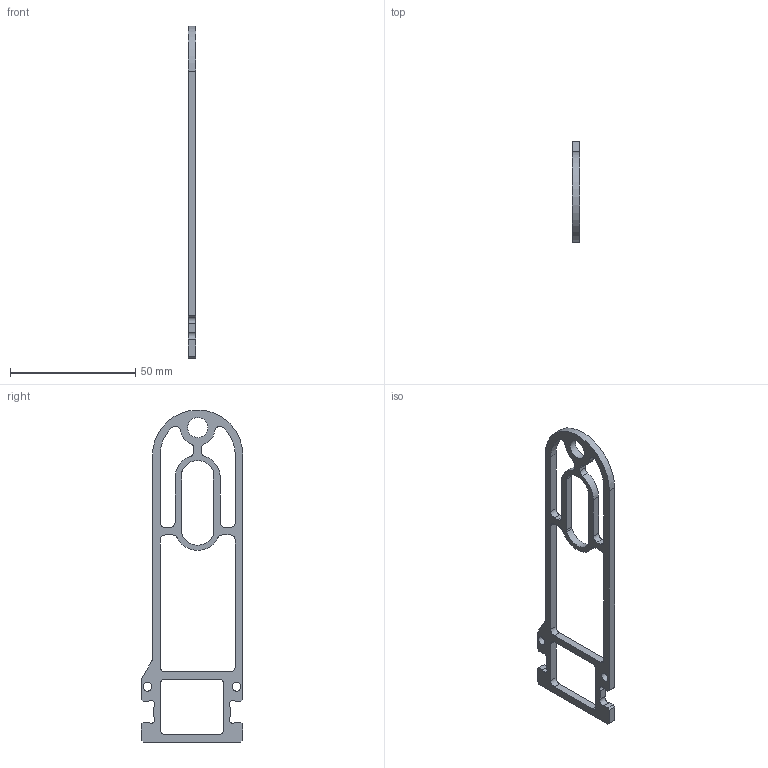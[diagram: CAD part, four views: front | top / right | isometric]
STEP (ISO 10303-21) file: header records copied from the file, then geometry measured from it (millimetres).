
FILE_DESCRIPTION(/* description */ (''),/* implementation_level */ '2;1');
FILE_NAME(/* name */ 'UpperArmFrame.stp',/* time_stamp */ '2024-04-20T20:54:19+09:00',/* author */ ('masato'),/* organization */ (''),/* preprocessor_version */ 'ST-DEVELOPER v20',/* originating_system */ 'Autodesk Inventor 2024',/* authorisation */ '');
FILE_SCHEMA (('AUTOMOTIVE_DESIGN { 1 0 10303 214 3 1 1 }'));
Length unit declared in the file: millimetre
Products named in the file (1): UpperArmFrame
Bounding box: 3 x 40.5 x 132.32 mm (x, y, z)
Volume: 4524.1 mm3; surface area: 5792.8 mm2
Topology: 1 solids, 1 shells, 82 faces, 240 edges, 160 vertices
Faces by surface type: cylinder 42, plane 40
Full cylindrical faces by diameter (mm): 3.5 x2, 8 x1
Entity records: 2821 total; most frequent: DIRECTION 490, CARTESIAN_POINT 483, ORIENTED_EDGE 480, EDGE_CURVE 240, AXIS2_PLACEMENT_3D 167, VERTEX_POINT 160, LINE 156, VECTOR 156
